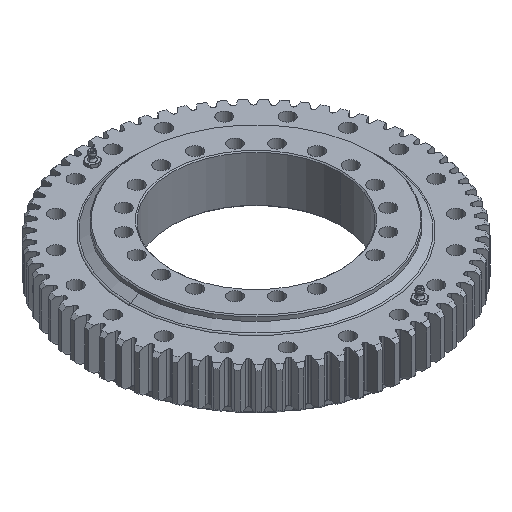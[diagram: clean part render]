
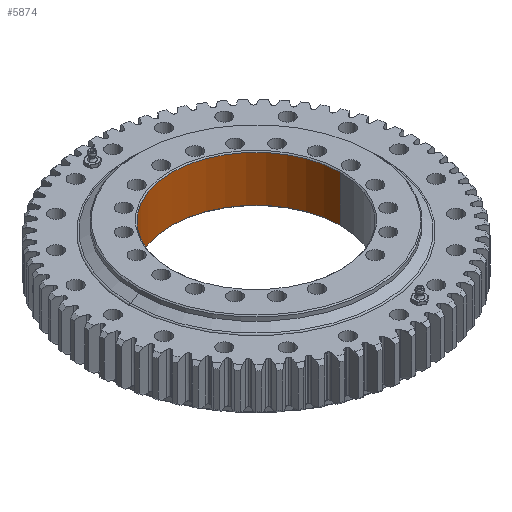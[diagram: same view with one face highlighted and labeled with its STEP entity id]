
A CAD part, isometric view. The second image highlights one B-rep face of the part: STEP entity #5874.
In plain terms, the highlighted cylindrical face has radius 81 mm (diameter 162 mm), a partial arc.
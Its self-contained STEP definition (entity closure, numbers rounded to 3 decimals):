
#2114 = FACE_OUTER_BOUND ( 'NONE', #20803, .T. ) ;
#5226 = VECTOR ( 'NONE', #16877, 1000. ) ;
#5874 = ADVANCED_FACE ( 'NONE', ( #2114 ), #27804, .F. ) ;
#8534 = CARTESIAN_POINT ( 'NONE',  ( -81., 0., -17. ) ) ;
#9200 = CARTESIAN_POINT ( 'NONE',  ( 0., 0., -17. ) ) ;
#10335 = ORIENTED_EDGE ( 'NONE', *, *, #17680, .F. ) ;
#10749 = CARTESIAN_POINT ( 'NONE',  ( 0., 0., 0. ) ) ;
#11198 = ORIENTED_EDGE ( 'NONE', *, *, #16659, .T. ) ;
#12214 = DIRECTION ( 'NONE',  ( 0., 0., 1. ) ) ;
#12380 = ORIENTED_EDGE ( 'NONE', *, *, #16753, .T. ) ;
#12472 = VERTEX_POINT ( 'NONE', #31072 ) ;
#13422 = DIRECTION ( 'NONE',  ( 0., 0., 1. ) ) ;
#16659 = EDGE_CURVE ( 'NONE', #21158, #26220, #16883, .T. ) ;
#16753 = EDGE_CURVE ( 'NONE', #24381, #12472, #25117, .T. ) ;
#16877 = DIRECTION ( 'NONE',  ( 0., 0., 1. ) ) ;
#16883 = CIRCLE ( 'NONE', #28303, 81. ) ;
#17518 = DIRECTION ( 'NONE',  ( -1., 0., 0. ) ) ;
#17680 = EDGE_CURVE ( 'NONE', #21158, #12472, #30484, .T. ) ;
#17965 = ORIENTED_EDGE ( 'NONE', *, *, #32747, .T. ) ;
#18154 = VECTOR ( 'NONE', #25679, 1000. ) ;
#19391 = CARTESIAN_POINT ( 'NONE',  ( 81., 0., -17. ) ) ;
#20069 = AXIS2_PLACEMENT_3D ( 'NONE', #25021, #12214, #17518 ) ;
#20803 = EDGE_LOOP ( 'NONE', ( #10335, #11198, #17965, #12380 ) ) ;
#20973 = AXIS2_PLACEMENT_3D ( 'NONE', #10749, #13422, #26699 ) ;
#21158 = VERTEX_POINT ( 'NONE', #8534 ) ;
#23022 = CARTESIAN_POINT ( 'NONE',  ( 81., 0., 0. ) ) ;
#24381 = VERTEX_POINT ( 'NONE', #26996 ) ;
#25021 = CARTESIAN_POINT ( 'NONE',  ( 0., 0., 27. ) ) ;
#25117 = CIRCLE ( 'NONE', #20069, 81. ) ;
#25679 = DIRECTION ( 'NONE',  ( 0., 0., 1. ) ) ;
#26220 = VERTEX_POINT ( 'NONE', #19391 ) ;
#26699 = DIRECTION ( 'NONE',  ( 1., 0., 0. ) ) ;
#26996 = CARTESIAN_POINT ( 'NONE',  ( 81., 0., 27. ) ) ;
#27471 = DIRECTION ( 'NONE',  ( 1., 0., 0. ) ) ;
#27706 = DIRECTION ( 'NONE',  ( 0., 0., -1. ) ) ;
#27804 = CYLINDRICAL_SURFACE ( 'NONE', #20973, 81. ) ;
#28108 = LINE ( 'NONE', #23022, #18154 ) ;
#28303 = AXIS2_PLACEMENT_3D ( 'NONE', #9200, #27706, #27471 ) ;
#30484 = LINE ( 'NONE', #32995, #5226 ) ;
#31072 = CARTESIAN_POINT ( 'NONE',  ( -81., 0., 27. ) ) ;
#32747 = EDGE_CURVE ( 'NONE', #26220, #24381, #28108, .T. ) ;
#32995 = CARTESIAN_POINT ( 'NONE',  ( -81., 0., 0. ) ) ;
